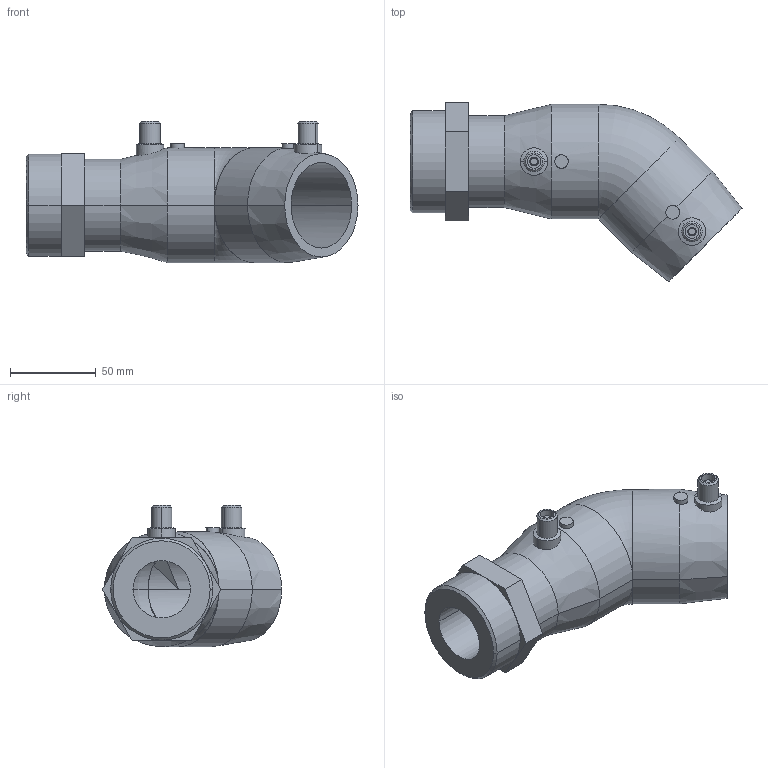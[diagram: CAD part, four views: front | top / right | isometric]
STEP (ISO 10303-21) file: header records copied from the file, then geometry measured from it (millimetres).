
FILE_DESCRIPTION( ( '' ), '1' );
FILE_NAME( 'AGRU_25188505011_PE_100_schwarz_E-Übergangswinkel_45°_50X1_1_2__SDR_17_11_05.stp', '2017-12-12T10:08:32', ( '' ), ( '' ), ' ', ' ', ' ' );
FILE_SCHEMA( ( 'automotive_design' ) );
Length unit declared in the file: millimetre
Products named in the file (1): 1
Bounding box: 193.97 x 104.73 x 82.5 mm (x, y, z)
Volume: 321886 mm3; surface area: 71421.9 mm2
Topology: 1 solids, 1 shells, 81 faces, 176 edges, 108 vertices
Faces by surface type: cylinder 34, plane 25, cone 18, torus 4
Entity records: 4820 total; most frequent: CARTESIAN_POINT 921, DIRECTION 404, STYLED_ITEM 366, PRESENTATION_STYLE_ASSIGNMENT 366, COLOUR_RGB 366, ORIENTED_EDGE 352, EDGE_CURVE 176, CURVE_STYLE 176
